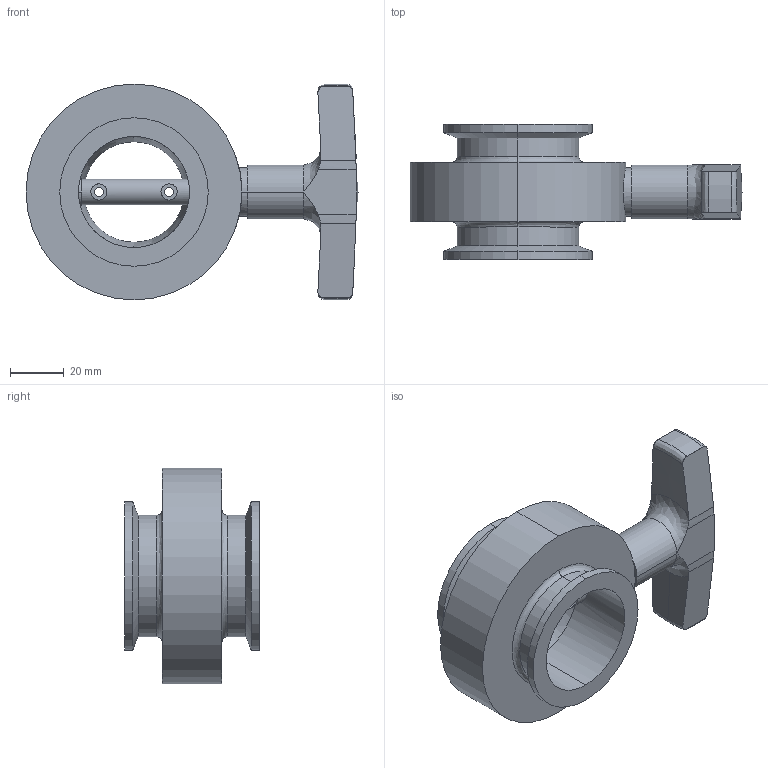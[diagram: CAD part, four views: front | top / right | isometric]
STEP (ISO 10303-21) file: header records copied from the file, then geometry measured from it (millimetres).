
FILE_DESCRIPTION (( 'STEP AP214' ), '1' );
FILE_NAME ('110VSM040.A.stp', '2017-05-09T09:23:35', ( '' ), ( '' ), 'SwSTEP 2.0', 'SolidWorks 2015', '' );
FILE_SCHEMA (( 'AUTOMOTIVE_DESIGN' ));
Length unit declared in the file: millimetre
Products named in the file (1): 110VSM040.A
Bounding box: 123 x 50 x 80 mm (x, y, z)
Volume: 128114.8 mm3; surface area: 38386 mm2
Topology: 4 solids, 4 shells, 152 faces, 355 edges, 219 vertices
Faces by surface type: cylinder 73, plane 35, cone 28, bspline 16
Entity records: 5800 total; most frequent: CARTESIAN_POINT 1958, DIRECTION 714, ORIENTED_EDGE 694, EDGE_CURVE 347, AXIS2_PLACEMENT_3D 298, VERTEX_POINT 219, EDGE_LOOP 176, CIRCLE 161
